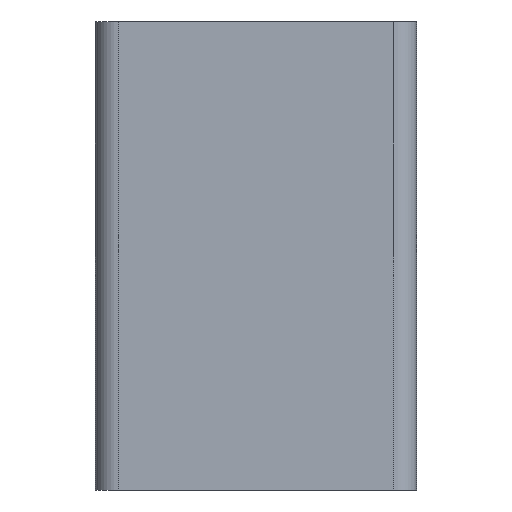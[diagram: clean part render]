
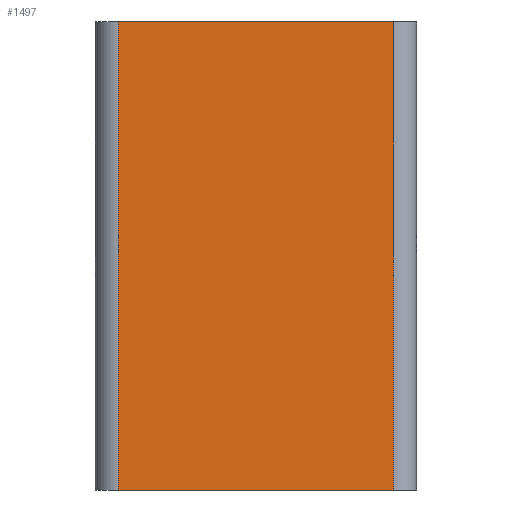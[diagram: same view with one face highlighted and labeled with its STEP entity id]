
A CAD part, left-side view. The second image highlights one B-rep face of the part: STEP entity #1497.
In plain terms, the highlighted planar face has unit normal (-1, 0, 0).
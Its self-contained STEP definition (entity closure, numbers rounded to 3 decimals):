
#46 = LINE ( 'NONE', #47, #738 ) ;
#47 = CARTESIAN_POINT ( 'NONE',  ( -60., 5., 51. ) ) ;
#48 = DIRECTION ( 'NONE',  ( 0., 0., -1. ) ) ;
#167 = DIRECTION ( 'NONE',  ( 0., -1., 0. ) ) ;
#168 = CARTESIAN_POINT ( 'NONE',  ( -60., 5., 51. ) ) ;
#173 = LINE ( 'NONE', #168, #1811 ) ;
#241 = CARTESIAN_POINT ( 'NONE',  ( -60., 65., 51. ) ) ;
#254 = CARTESIAN_POINT ( 'NONE',  ( -60., 65., -51. ) ) ;
#256 = CARTESIAN_POINT ( 'NONE',  ( -60., 5., 51. ) ) ;
#313 = CARTESIAN_POINT ( 'NONE',  ( -60., 5., -51. ) ) ;
#402 = ORIENTED_EDGE ( 'NONE', *, *, #1446, .F. ) ;
#486 = ORIENTED_EDGE ( 'NONE', *, *, #1502, .T. ) ;
#495 = EDGE_LOOP ( 'NONE', ( #1157, #1257, #402, #486 ) ) ;
#738 = VECTOR ( 'NONE', #48, 1000. ) ;
#931 = DIRECTION ( 'NONE',  ( 1., 0., 0. ) ) ;
#932 = CARTESIAN_POINT ( 'NONE',  ( -60., 5., 51. ) ) ;
#959 = LINE ( 'NONE', #1013, #1037 ) ;
#1012 = DIRECTION ( 'NONE',  ( 0., 0., -1. ) ) ;
#1013 = CARTESIAN_POINT ( 'NONE',  ( -60., 65., 51. ) ) ;
#1014 = DIRECTION ( 'NONE',  ( 0., 0., -1. ) ) ;
#1025 = AXIS2_PLACEMENT_3D ( 'NONE', #932, #931, #1014 ) ;
#1037 = VECTOR ( 'NONE', #1012, 1000. ) ;
#1157 = ORIENTED_EDGE ( 'NONE', *, *, #1478, .T. ) ;
#1174 = VERTEX_POINT ( 'NONE', #256 ) ;
#1177 = VERTEX_POINT ( 'NONE', #254 ) ;
#1214 = VERTEX_POINT ( 'NONE', #241 ) ;
#1251 = VERTEX_POINT ( 'NONE', #313 ) ;
#1257 = ORIENTED_EDGE ( 'NONE', *, *, #1520, .F. ) ;
#1391 = VECTOR ( 'NONE', #1612, 1000. ) ;
#1446 = EDGE_CURVE ( 'NONE', #1214, #1174, #173, .T. ) ;
#1478 = EDGE_CURVE ( 'NONE', #1177, #1251, #1609, .T. ) ;
#1497 = ADVANCED_FACE ( 'NONE', ( #1594 ), #1580, .F. ) ;
#1502 = EDGE_CURVE ( 'NONE', #1214, #1177, #959, .T. ) ;
#1520 = EDGE_CURVE ( 'NONE', #1174, #1251, #46, .T. ) ;
#1580 = PLANE ( 'NONE',  #1025 ) ;
#1594 = FACE_OUTER_BOUND ( 'NONE', #495, .T. ) ;
#1608 = CARTESIAN_POINT ( 'NONE',  ( -60., 5., -51. ) ) ;
#1609 = LINE ( 'NONE', #1608, #1391 ) ;
#1612 = DIRECTION ( 'NONE',  ( 0., -1., 0. ) ) ;
#1811 = VECTOR ( 'NONE', #167, 1000. ) ;
